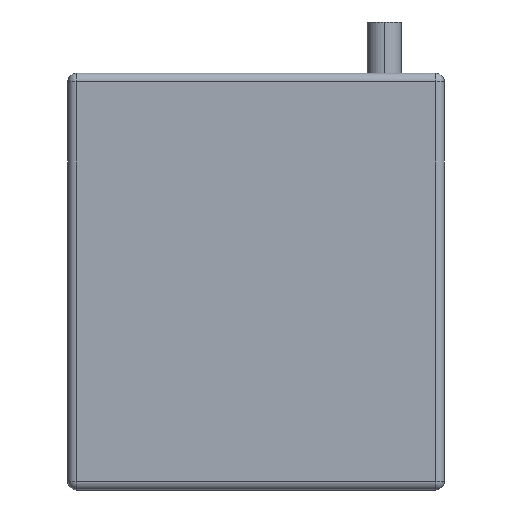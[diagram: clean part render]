
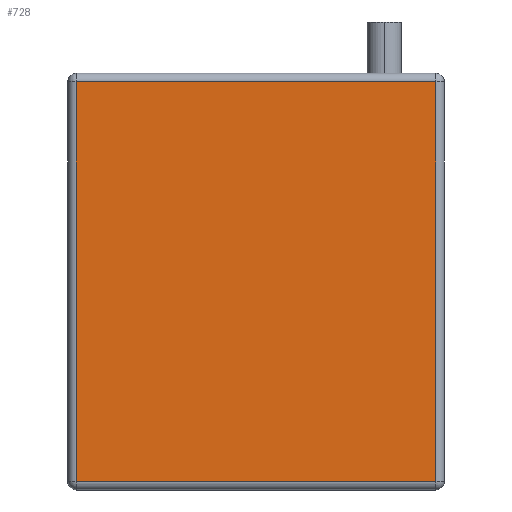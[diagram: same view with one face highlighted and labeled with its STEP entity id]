
A CAD part, left-side view. The second image highlights one B-rep face of the part: STEP entity #728.
In plain terms, the highlighted planar face has unit normal (-1, 0, 0).
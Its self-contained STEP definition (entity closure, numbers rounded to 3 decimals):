
#48 = CARTESIAN_POINT ( 'NONE',  ( 0., 215., 0. ) ) ;
#64 = LINE ( 'NONE', #430, #107 ) ;
#82 = DIRECTION ( 'NONE',  ( 0., -1., 0. ) ) ;
#107 = VECTOR ( 'NONE', #82, 1000. ) ;
#113 = VERTEX_POINT ( 'NONE', #485 ) ;
#115 = VECTOR ( 'NONE', #385, 1000. ) ;
#118 = ORIENTED_EDGE ( 'NONE', *, *, #503, .T. ) ;
#139 = LINE ( 'NONE', #362, #564 ) ;
#146 = CARTESIAN_POINT ( 'NONE',  ( 0., 220., 0. ) ) ;
#174 = VECTOR ( 'NONE', #283, 1000. ) ;
#200 = FACE_OUTER_BOUND ( 'NONE', #238, .T. ) ;
#208 = CARTESIAN_POINT ( 'NONE',  ( 0., 215., -5. ) ) ;
#213 = LINE ( 'NONE', #48, #174 ) ;
#224 = VERTEX_POINT ( 'NONE', #208 ) ;
#238 = EDGE_LOOP ( 'NONE', ( #284, #649, #281, #118 ) ) ;
#259 = DIRECTION ( 'NONE',  ( 0., 1., 0. ) ) ;
#267 = EDGE_CURVE ( 'NONE', #289, #224, #139, .T. ) ;
#281 = ORIENTED_EDGE ( 'NONE', *, *, #267, .T. ) ;
#283 = DIRECTION ( 'NONE',  ( 0., 0., -1. ) ) ;
#284 = ORIENTED_EDGE ( 'NONE', *, *, #559, .T. ) ;
#289 = VERTEX_POINT ( 'NONE', #558 ) ;
#362 = CARTESIAN_POINT ( 'NONE',  ( 0., 220., -5. ) ) ;
#385 = DIRECTION ( 'NONE',  ( 0., 0., 1. ) ) ;
#389 = LINE ( 'NONE', #618, #115 ) ;
#408 = AXIS2_PLACEMENT_3D ( 'NONE', #146, #672, #663 ) ;
#430 = CARTESIAN_POINT ( 'NONE',  ( 0., 220., -238.5 ) ) ;
#436 = PLANE ( 'NONE',  #408 ) ;
#450 = CARTESIAN_POINT ( 'NONE',  ( 0., 215., -238.5 ) ) ;
#469 = VERTEX_POINT ( 'NONE', #450 ) ;
#485 = CARTESIAN_POINT ( 'NONE',  ( 0., 5., -238.5 ) ) ;
#503 = EDGE_CURVE ( 'NONE', #224, #469, #213, .T. ) ;
#558 = CARTESIAN_POINT ( 'NONE',  ( 0., 5., -5. ) ) ;
#559 = EDGE_CURVE ( 'NONE', #469, #113, #64, .T. ) ;
#564 = VECTOR ( 'NONE', #259, 1000. ) ;
#618 = CARTESIAN_POINT ( 'NONE',  ( 0., 5., 0. ) ) ;
#649 = ORIENTED_EDGE ( 'NONE', *, *, #689, .T. ) ;
#663 = DIRECTION ( 'NONE',  ( 0., 0., -1. ) ) ;
#672 = DIRECTION ( 'NONE',  ( 1., 0., 0. ) ) ;
#689 = EDGE_CURVE ( 'NONE', #113, #289, #389, .T. ) ;
#728 = ADVANCED_FACE ( 'NONE', ( #200 ), #436, .F. ) ;
